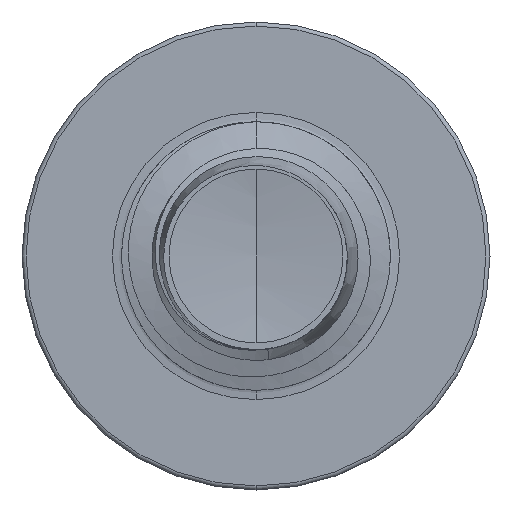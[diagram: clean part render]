
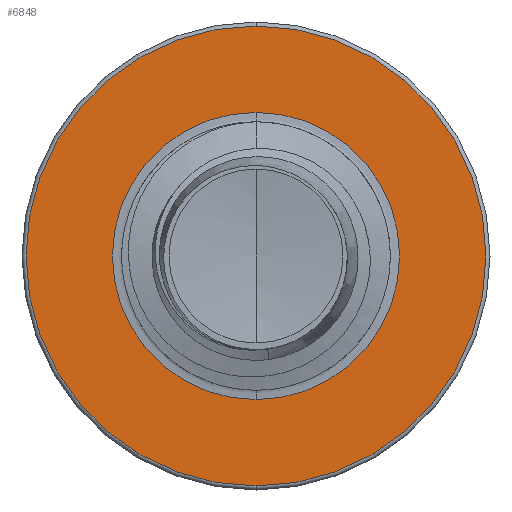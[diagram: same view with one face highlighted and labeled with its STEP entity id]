
A CAD part, front view. The second image highlights one B-rep face of the part: STEP entity #6848.
In plain terms, the highlighted planar face has unit normal (0, -1, 0).
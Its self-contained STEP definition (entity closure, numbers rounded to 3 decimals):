
#402 = CARTESIAN_POINT ( 'NONE',  ( 0., 3.5, -1.872 ) ) ;
#754 = DIRECTION ( 'NONE',  ( 0., 0., 1. ) ) ;
#759 = DIRECTION ( 'NONE',  ( 0., 1., 0. ) ) ;
#769 = CARTESIAN_POINT ( 'NONE',  ( 0., 3.5, 0. ) ) ;
#1049 = CARTESIAN_POINT ( 'NONE',  ( 0., 3.5, 0. ) ) ;
#1910 = CIRCLE ( 'NONE', #4254, 2.998 ) ;
#1970 = CIRCLE ( 'NONE', #2267, 2.998 ) ;
#2100 = DIRECTION ( 'NONE',  ( 0., 0., 1. ) ) ;
#2267 = AXIS2_PLACEMENT_3D ( 'NONE', #4920, #4943, #4957 ) ;
#2399 = EDGE_CURVE ( 'NONE', #8022, #8360, #1970, .T. ) ;
#2704 = DIRECTION ( 'NONE',  ( 0., 1., 0. ) ) ;
#2739 = EDGE_CURVE ( 'NONE', #8360, #8022, #1910, .T. ) ;
#3361 = AXIS2_PLACEMENT_3D ( 'NONE', #1049, #7148, #2100 ) ;
#3962 = VERTEX_POINT ( 'NONE', #402 ) ;
#4254 = AXIS2_PLACEMENT_3D ( 'NONE', #769, #759, #754 ) ;
#4574 = CARTESIAN_POINT ( 'NONE',  ( 0., 3.5, 1.872 ) ) ;
#4920 = CARTESIAN_POINT ( 'NONE',  ( 0., 3.5, 0. ) ) ;
#4926 = PLANE ( 'NONE',  #5819 ) ;
#4943 = DIRECTION ( 'NONE',  ( 0., 1., 0. ) ) ;
#4957 = DIRECTION ( 'NONE',  ( 0., 0., 1. ) ) ;
#5139 = EDGE_LOOP ( 'NONE', ( #8567, #5298 ) ) ;
#5298 = ORIENTED_EDGE ( 'NONE', *, *, #2739, .F. ) ;
#5361 = VERTEX_POINT ( 'NONE', #4574 ) ;
#5523 = ORIENTED_EDGE ( 'NONE', *, *, #9657, .T. ) ;
#5684 = ORIENTED_EDGE ( 'NONE', *, *, #9089, .T. ) ;
#5733 = CIRCLE ( 'NONE', #7132, 1.872 ) ;
#5819 = AXIS2_PLACEMENT_3D ( 'NONE', #8384, #10368, #9639 ) ;
#6833 = EDGE_LOOP ( 'NONE', ( #5523, #5684 ) ) ;
#6848 = ADVANCED_FACE ( 'NONE', ( #8549, #7034 ), #4926, .F. ) ;
#7034 = FACE_BOUND ( 'NONE', #6833, .T. ) ;
#7132 = AXIS2_PLACEMENT_3D ( 'NONE', #7538, #2704, #8208 ) ;
#7148 = DIRECTION ( 'NONE',  ( 0., 1., 0. ) ) ;
#7538 = CARTESIAN_POINT ( 'NONE',  ( 0., 3.5, 0. ) ) ;
#8022 = VERTEX_POINT ( 'NONE', #9063 ) ;
#8162 = CIRCLE ( 'NONE', #3361, 1.872 ) ;
#8208 = DIRECTION ( 'NONE',  ( 0., 0., 1. ) ) ;
#8360 = VERTEX_POINT ( 'NONE', #9888 ) ;
#8384 = CARTESIAN_POINT ( 'NONE',  ( 0., 3.5, -1.872 ) ) ;
#8549 = FACE_OUTER_BOUND ( 'NONE', #5139, .T. ) ;
#8567 = ORIENTED_EDGE ( 'NONE', *, *, #2399, .F. ) ;
#9063 = CARTESIAN_POINT ( 'NONE',  ( 0., 3.5, 2.998 ) ) ;
#9089 = EDGE_CURVE ( 'NONE', #3962, #5361, #8162, .T. ) ;
#9639 = DIRECTION ( 'NONE',  ( 0., 0., 1. ) ) ;
#9657 = EDGE_CURVE ( 'NONE', #5361, #3962, #5733, .T. ) ;
#9888 = CARTESIAN_POINT ( 'NONE',  ( 0., 3.5, -2.997 ) ) ;
#10368 = DIRECTION ( 'NONE',  ( 0., 1., 0. ) ) ;
